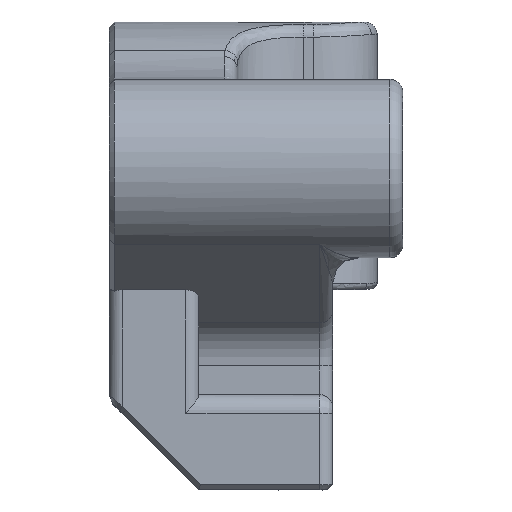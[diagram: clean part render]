
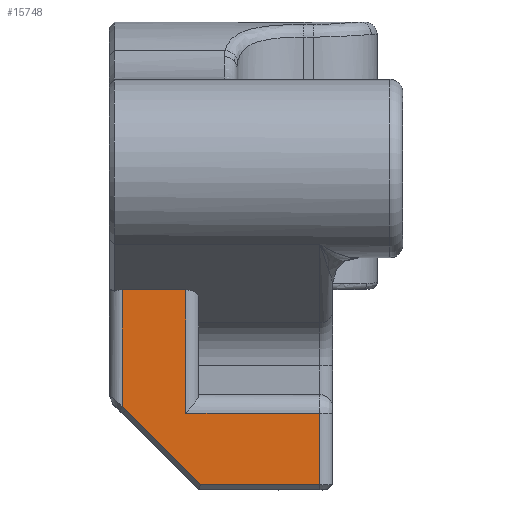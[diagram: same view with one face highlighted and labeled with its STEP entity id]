
A CAD part, left-side view. The second image highlights one B-rep face of the part: STEP entity #15748.
In plain terms, the highlighted planar face has unit normal (-1, 0, 0).
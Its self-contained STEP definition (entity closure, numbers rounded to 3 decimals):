
#1881=B_SPLINE_CURVE_WITH_KNOTS('',3,(#34162,#34163,#34164,#34165),
 .UNSPECIFIED.,.F.,.F.,(4,4),(-1.571,-1.291),.UNSPECIFIED.);
#2732=FACE_OUTER_BOUND('',#3705,.T.);
#3705=EDGE_LOOP('',(#13751,#13752,#13753,#13754,#13755,#13756,#13757,#13758));
#4839=LINE('',#33987,#5954);
#4845=LINE('',#33998,#5960);
#4862=LINE('',#34211,#5977);
#4894=LINE('',#34459,#6009);
#4911=LINE('',#34949,#6026);
#4915=LINE('',#35004,#6030);
#4916=LINE('',#35005,#6031);
#5954=VECTOR('',#19135,8.32);
#5960=VECTOR('',#19143,9.334);
#5977=VECTOR('',#19192,9.133);
#6009=VECTOR('',#19288,5.);
#6026=VECTOR('',#19385,5.6);
#6030=VECTOR('',#19427,10.5);
#6031=VECTOR('',#19428,9.696);
#7311=VERTEX_POINT('',#33985);
#7312=VERTEX_POINT('',#33986);
#7316=VERTEX_POINT('',#33996);
#7322=VERTEX_POINT('',#34054);
#7332=VERTEX_POINT('',#34210);
#7363=VERTEX_POINT('',#34458);
#7383=VERTEX_POINT('',#34947);
#7390=VERTEX_POINT('',#35003);
#9430=EDGE_CURVE('',#7311,#7312,#4839,.T.);
#9436=EDGE_CURVE('',#7316,#7311,#4845,.T.);
#9457=EDGE_CURVE('',#7312,#7322,#1881,.T.);
#9467=EDGE_CURVE('',#7322,#7332,#4862,.T.);
#9521=EDGE_CURVE('',#7332,#7363,#4894,.T.);
#9567=EDGE_CURVE('',#7383,#7316,#4911,.T.);
#9582=EDGE_CURVE('',#7390,#7383,#4915,.T.);
#9583=EDGE_CURVE('',#7363,#7390,#4916,.T.);
#13751=ORIENTED_EDGE('',*,*,#9436,.F.);
#13752=ORIENTED_EDGE('',*,*,#9567,.F.);
#13753=ORIENTED_EDGE('',*,*,#9582,.F.);
#13754=ORIENTED_EDGE('',*,*,#9583,.F.);
#13755=ORIENTED_EDGE('',*,*,#9521,.F.);
#13756=ORIENTED_EDGE('',*,*,#9467,.F.);
#13757=ORIENTED_EDGE('',*,*,#9457,.F.);
#13758=ORIENTED_EDGE('',*,*,#9430,.F.);
#14958=PLANE('',#16643);
#15748=ADVANCED_FACE('',(#2732),#14958,.T.);
#16643=AXIS2_PLACEMENT_3D('',#35002,#19425,#19426);
#19135=DIRECTION('',(0.,0.707,0.707));
#19143=DIRECTION('',(0.,1.,0.));
#19192=DIRECTION('',(0.,0.,1.));
#19288=DIRECTION('',(0.,-1.,0.));
#19385=DIRECTION('',(0.,0.,-1.));
#19425=DIRECTION('center_axis',(-1.,0.,0.));
#19426=DIRECTION('ref_axis',(0.,0.,1.));
#19427=DIRECTION('',(0.,-1.,0.));
#19428=DIRECTION('',(0.,0.,-1.));
#33985=CARTESIAN_POINT('',(233.575,33.334,37.4));
#33986=CARTESIAN_POINT('',(233.575,39.217,43.283));
#33987=CARTESIAN_POINT('',(233.575,33.334,37.4));
#33996=CARTESIAN_POINT('',(233.575,24.,37.4));
#33998=CARTESIAN_POINT('',(233.575,24.,37.4));
#34054=CARTESIAN_POINT('',(233.575,39.5,43.563));
#34162=CARTESIAN_POINT('Ctrl Pts',(233.575,39.217,43.283));
#34163=CARTESIAN_POINT('Ctrl Pts',(233.575,39.31,43.376));
#34164=CARTESIAN_POINT('Ctrl Pts',(233.575,39.403,43.47));
#34165=CARTESIAN_POINT('Ctrl Pts',(233.575,39.5,43.563));
#34210=CARTESIAN_POINT('',(233.575,39.5,52.696));
#34211=CARTESIAN_POINT('',(233.575,39.5,43.563));
#34458=CARTESIAN_POINT('',(233.575,34.5,52.696));
#34459=CARTESIAN_POINT('',(233.575,39.5,52.696));
#34947=CARTESIAN_POINT('',(233.575,24.,43.));
#34949=CARTESIAN_POINT('',(233.575,24.,43.));
#35002=CARTESIAN_POINT('Origin',(233.575,23.,37.));
#35003=CARTESIAN_POINT('',(233.575,34.5,43.));
#35004=CARTESIAN_POINT('',(233.575,34.5,43.));
#35005=CARTESIAN_POINT('',(233.575,34.5,52.696));
